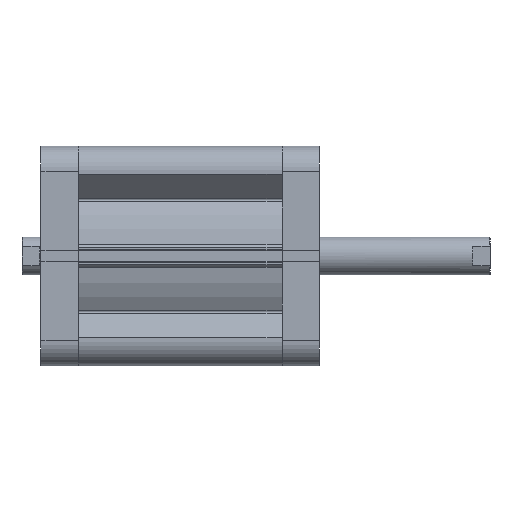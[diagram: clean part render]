
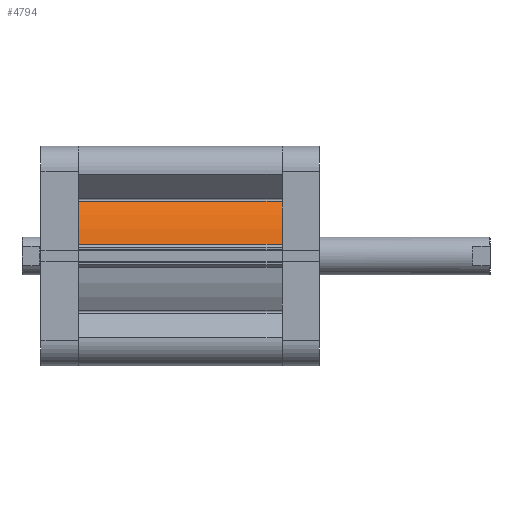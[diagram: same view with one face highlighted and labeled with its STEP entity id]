
A CAD part, front view. The second image highlights one B-rep face of the part: STEP entity #4794.
In plain terms, the highlighted cylindrical face has radius 53.5 mm (diameter 107 mm), a partial arc.
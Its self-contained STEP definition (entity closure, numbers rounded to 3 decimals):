
#247 = EDGE_LOOP ( 'NONE', ( #989, #990, #991, #992 ) ) ;
#989 = ORIENTED_EDGE ( 'NONE', *, *, #7363, .T. ) ;
#990 = ORIENTED_EDGE ( 'NONE', *, *, #7350, .T. ) ;
#991 = ORIENTED_EDGE ( 'NONE', *, *, #7218, .F. ) ;
#992 = ORIENTED_EDGE ( 'NONE', *, *, #7359, .T. ) ;
#1770 = FACE_OUTER_BOUND ( 'NONE', #247, .T. ) ;
#1773 = CYLINDRICAL_SURFACE ( 'NONE', #7991, 53.5 ) ;
#2075 = CIRCLE ( 'NONE', #8137, 53.5 ) ;
#2272 = LINE ( 'NONE', #4981, #2273 ) ;
#2273 = VECTOR ( 'NONE', #4982, 1000. ) ;
#2283 = VECTOR ( 'NONE', #5006, 1000. ) ;
#2287 = LINE ( 'NONE', #5005, #2283 ) ;
#2294 = CIRCLE ( 'NONE', #8200, 53.5 ) ;
#2728 = DIRECTION ( 'NONE',  ( -1., 0., 0. ) ) ;
#2729 = DIRECTION ( 'NONE',  ( 0., 0., -1. ) ) ;
#2730 = CARTESIAN_POINT ( 'NONE',  ( 0., 0., 107.5 ) ) ;
#3242 = CARTESIAN_POINT ( 'NONE',  ( 28.996, -44.961, 107.5 ) ) ;
#3260 = CARTESIAN_POINT ( 'NONE',  ( 6.135, -53.147, 107.5 ) ) ;
#3318 = CARTESIAN_POINT ( 'NONE',  ( 28.996, -44.961, 0. ) ) ;
#3321 = CARTESIAN_POINT ( 'NONE',  ( 6.135, -53.147, 0. ) ) ;
#3595 = CARTESIAN_POINT ( 'NONE',  ( 0., 0., 107.5 ) ) ;
#3597 = DIRECTION ( 'NONE',  ( 0., 0., 1. ) ) ;
#3598 = DIRECTION ( 'NONE',  ( 1., 0., 0. ) ) ;
#4794 = ADVANCED_FACE ( 'NONE', ( #1770 ), #1773, .T. ) ;
#4981 = CARTESIAN_POINT ( 'NONE',  ( 28.996, -44.961, 107.5 ) ) ;
#4982 = DIRECTION ( 'NONE',  ( 0., 0., 1. ) ) ;
#5005 = CARTESIAN_POINT ( 'NONE',  ( 6.135, -53.147, 107.5 ) ) ;
#5006 = DIRECTION ( 'NONE',  ( 0., 0., -1. ) ) ;
#5014 = CARTESIAN_POINT ( 'NONE',  ( 0., 0., 0. ) ) ;
#5016 = DIRECTION ( 'NONE',  ( 0., 0., 1. ) ) ;
#5017 = DIRECTION ( 'NONE',  ( 1., 0., 0. ) ) ;
#6949 = VERTEX_POINT ( 'NONE', #3242 ) ;
#6967 = VERTEX_POINT ( 'NONE', #3260 ) ;
#7028 = VERTEX_POINT ( 'NONE', #3318 ) ;
#7031 = VERTEX_POINT ( 'NONE', #3321 ) ;
#7218 = EDGE_CURVE ( 'NONE', #6967, #6949, #2075, .T. ) ;
#7350 = EDGE_CURVE ( 'NONE', #7028, #6949, #2272, .T. ) ;
#7359 = EDGE_CURVE ( 'NONE', #6967, #7031, #2287, .T. ) ;
#7363 = EDGE_CURVE ( 'NONE', #7031, #7028, #2294, .T. ) ;
#7991 = AXIS2_PLACEMENT_3D ( 'NONE', #2730, #2729, #2728 ) ;
#8137 = AXIS2_PLACEMENT_3D ( 'NONE', #3595, #3597, #3598 ) ;
#8200 = AXIS2_PLACEMENT_3D ( 'NONE', #5014, #5016, #5017 ) ;
